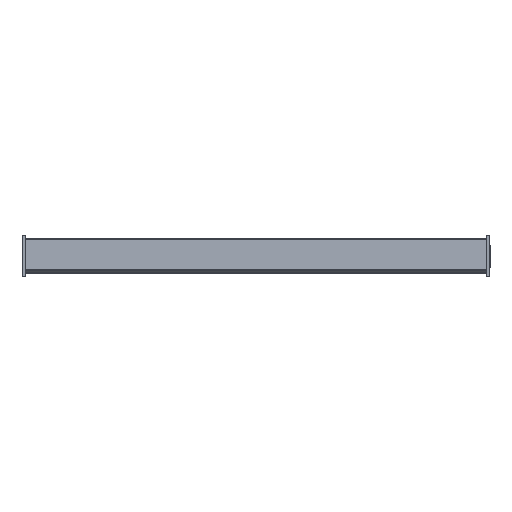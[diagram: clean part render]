
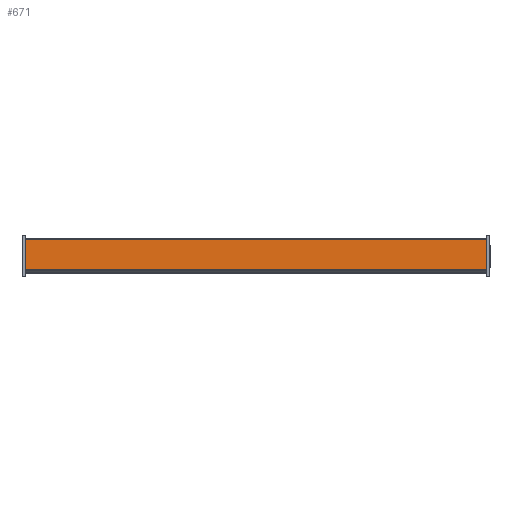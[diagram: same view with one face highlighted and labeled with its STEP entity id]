
A CAD part, left-side view. The second image highlights one B-rep face of the part: STEP entity #671.
In plain terms, the highlighted planar face has unit normal (-0.999, 0, 0.052).
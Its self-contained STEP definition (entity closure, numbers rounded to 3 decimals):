
#671=ADVANCED_FACE('',(#1175),#9095,.T.);
#1175=FACE_OUTER_BOUND('',#1839,.T.);
#1839=EDGE_LOOP('',(#4528,#4529,#4530,#4531));
#4528=ORIENTED_EDGE('',*,*,#6092,.T.);
#4529=ORIENTED_EDGE('',*,*,#6093,.T.);
#4530=ORIENTED_EDGE('',*,*,#6094,.T.);
#4531=ORIENTED_EDGE('',*,*,#6095,.F.);
#6092=EDGE_CURVE('',#8543,#8544,#7590,.T.);
#6093=EDGE_CURVE('',#8544,#8545,#7591,.T.);
#6094=EDGE_CURVE('',#8545,#8532,#7592,.T.);
#6095=EDGE_CURVE('',#8543,#8532,#7593,.T.);
#7590=B_SPLINE_CURVE_WITH_KNOTS('',1,(#16506,#16507),.UNSPECIFIED.,.F.,
 .F.,(2,2),(0.,400.),.UNSPECIFIED.);
#7591=B_SPLINE_CURVE_WITH_KNOTS('',1,(#16508,#16509),.UNSPECIFIED.,.F.,
 .F.,(2,2),(401.237,431.278),.UNSPECIFIED.);
#7592=B_SPLINE_CURVE_WITH_KNOTS('',1,(#16510,#16511),.UNSPECIFIED.,.F.,
 .F.,(2,2),(-400.,0.),.UNSPECIFIED.);
#7593=B_SPLINE_CURVE_WITH_KNOTS('',1,(#16512,#16513),.UNSPECIFIED.,.F.,
 .F.,(2,2),(401.237,431.278),.UNSPECIFIED.);
#8532=VERTEX_POINT('',#16410);
#8543=VERTEX_POINT('',#16421);
#8544=VERTEX_POINT('',#16422);
#8545=VERTEX_POINT('',#16423);
#9095=PLANE('',#9511);
#9511=AXIS2_PLACEMENT_3D('',#16221,#9842,$);
#9842=DIRECTION('',(-0.999,0.,0.052));
#16221=CARTESIAN_POINT('',(-1349.521,240.012,18.279));
#16410=CARTESIAN_POINT('',(-1351.251,-200.,-14.734));
#16421=CARTESIAN_POINT('',(-1349.679,-200.,15.266));
#16422=CARTESIAN_POINT('',(-1349.679,200.,15.266));
#16423=CARTESIAN_POINT('',(-1351.251,200.,-14.734));
#16506=CARTESIAN_POINT('',(-1349.679,-200.,15.266));
#16507=CARTESIAN_POINT('',(-1349.679,200.,15.266));
#16508=CARTESIAN_POINT('',(-1349.679,200.,15.266));
#16509=CARTESIAN_POINT('',(-1351.251,200.,-14.734));
#16510=CARTESIAN_POINT('',(-1351.251,200.,-14.734));
#16511=CARTESIAN_POINT('',(-1351.251,-200.,-14.734));
#16512=CARTESIAN_POINT('',(-1349.679,-200.,15.266));
#16513=CARTESIAN_POINT('',(-1351.251,-200.,-14.734));
